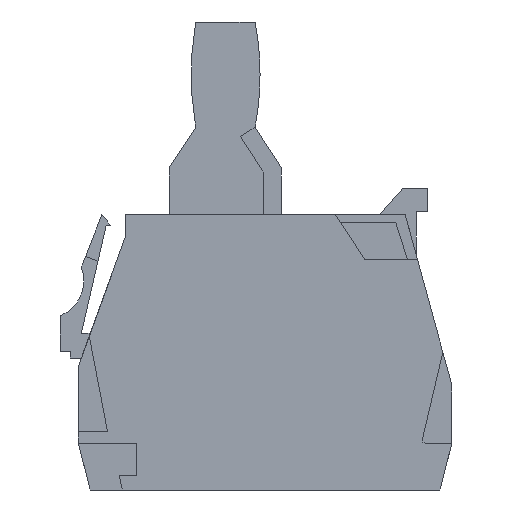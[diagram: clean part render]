
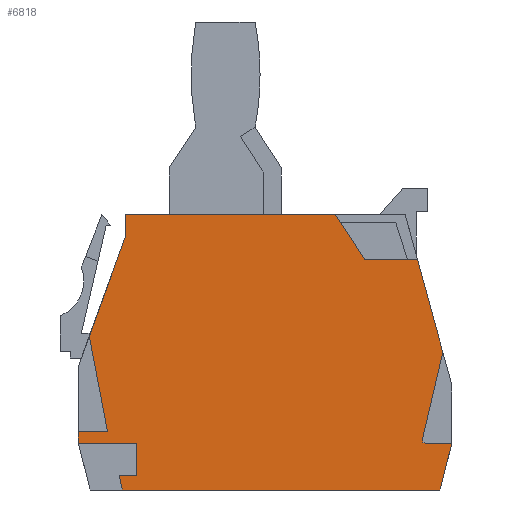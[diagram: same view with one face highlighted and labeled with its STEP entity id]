
A CAD part, left-side view. The second image highlights one B-rep face of the part: STEP entity #6818.
In plain terms, the highlighted planar face has unit normal (-1, 0, 0).
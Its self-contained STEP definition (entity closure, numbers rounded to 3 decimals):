
#6 = EDGE_CURVE ( 'NONE', #7215, #1485, #4508, .T. ) ;
#59 = DIRECTION ( 'NONE',  ( 0., 1., 0. ) ) ;
#102 = ORIENTED_EDGE ( 'NONE', *, *, #2280, .F. ) ;
#110 = VECTOR ( 'NONE', #7325, 1000. ) ;
#129 = EDGE_CURVE ( 'NONE', #8151, #7966, #1251, .T. ) ;
#171 = ORIENTED_EDGE ( 'NONE', *, *, #5840, .T. ) ;
#364 = LINE ( 'NONE', #7483, #7706 ) ;
#383 = VERTEX_POINT ( 'NONE', #1653 ) ;
#460 = LINE ( 'NONE', #6435, #5712 ) ;
#474 = VECTOR ( 'NONE', #5478, 1000. ) ;
#647 = CARTESIAN_POINT ( 'NONE',  ( -4.915, 16., 5. ) ) ;
#685 = VERTEX_POINT ( 'NONE', #5900 ) ;
#835 = CARTESIAN_POINT ( 'NONE',  ( -4.915, -16., 4. ) ) ;
#1241 = VERTEX_POINT ( 'NONE', #7451 ) ;
#1251 = LINE ( 'NONE', #1261, #1549 ) ;
#1261 = CARTESIAN_POINT ( 'NONE',  ( -4.915, -8.557, 19.742 ) ) ;
#1277 = LINE ( 'NONE', #3330, #6026 ) ;
#1390 = CARTESIAN_POINT ( 'NONE',  ( -4.915, 16., 5. ) ) ;
#1485 = VERTEX_POINT ( 'NONE', #3683 ) ;
#1549 = VECTOR ( 'NONE', #1874, 1000. ) ;
#1603 = ORIENTED_EDGE ( 'NONE', *, *, #5954, .F. ) ;
#1639 = ORIENTED_EDGE ( 'NONE', *, *, #129, .F. ) ;
#1653 = CARTESIAN_POINT ( 'NONE',  ( -4.915, -13.519, 4.095 ) ) ;
#1655 = EDGE_CURVE ( 'NONE', #3615, #8174, #3351, .T. ) ;
#1718 = CARTESIAN_POINT ( 'NONE',  ( -4.915, 16., 23.6 ) ) ;
#1740 = VECTOR ( 'NONE', #8193, 1000. ) ;
#1741 = CARTESIAN_POINT ( 'NONE',  ( -4.915, -14.986, 0. ) ) ;
#1742 = CARTESIAN_POINT ( 'NONE',  ( -4.915, -13.519, 4.095 ) ) ;
#1801 = EDGE_CURVE ( 'NONE', #7705, #2846, #5016, .T. ) ;
#1811 = ORIENTED_EDGE ( 'NONE', *, *, #7991, .F. ) ;
#1827 = VERTEX_POINT ( 'NONE', #7928 ) ;
#1874 = DIRECTION ( 'NONE',  ( 0., -0.552, -0.834 ) ) ;
#1975 = EDGE_CURVE ( 'NONE', #1241, #7437, #2063, .T. ) ;
#2063 = LINE ( 'NONE', #6397, #6104 ) ;
#2198 = LINE ( 'NONE', #3682, #474 ) ;
#2216 = CARTESIAN_POINT ( 'NONE',  ( -4.915, -8.557, 19.742 ) ) ;
#2218 = LINE ( 'NONE', #7378, #6757 ) ;
#2259 = CARTESIAN_POINT ( 'NONE',  ( -4.915, -13.715, 4. ) ) ;
#2271 = CARTESIAN_POINT ( 'NONE',  ( -4.915, -12., 23.6 ) ) ;
#2280 = EDGE_CURVE ( 'NONE', #7966, #6293, #7464, .T. ) ;
#2348 = LINE ( 'NONE', #8092, #4981 ) ;
#2410 = ORIENTED_EDGE ( 'NONE', *, *, #4724, .F. ) ;
#2500 = LINE ( 'NONE', #6375, #2712 ) ;
#2553 = VECTOR ( 'NONE', #5205, 1000. ) ;
#2598 = VECTOR ( 'NONE', #3167, 1000. ) ;
#2624 = LINE ( 'NONE', #2271, #110 ) ;
#2658 = VECTOR ( 'NONE', #3219, 1000. ) ;
#2712 = VECTOR ( 'NONE', #7684, 1000. ) ;
#2794 = AXIS2_PLACEMENT_3D ( 'NONE', #1718, #6130, #7963 ) ;
#2846 = VERTEX_POINT ( 'NONE', #7679 ) ;
#2994 = LINE ( 'NONE', #1742, #4926 ) ;
#3002 = VERTEX_POINT ( 'NONE', #4043 ) ;
#3037 = DIRECTION ( 'NONE',  ( 0., 0.219, 0.976 ) ) ;
#3145 = ORIENTED_EDGE ( 'NONE', *, *, #6, .F. ) ;
#3157 = ORIENTED_EDGE ( 'NONE', *, *, #3277, .T. ) ;
#3164 = DIRECTION ( 'NONE',  ( 0., -1., 0. ) ) ;
#3167 = DIRECTION ( 'NONE',  ( 0., 0.187, 0.982 ) ) ;
#3219 = DIRECTION ( 'NONE',  ( 0., -1., 0. ) ) ;
#3275 = ORIENTED_EDGE ( 'NONE', *, *, #3828, .T. ) ;
#3277 = EDGE_CURVE ( 'NONE', #383, #1827, #2994, .T. ) ;
#3330 = CARTESIAN_POINT ( 'NONE',  ( -4.915, 12., 23.6 ) ) ;
#3351 = LINE ( 'NONE', #3917, #7532 ) ;
#3520 = EDGE_CURVE ( 'NONE', #2846, #685, #2500, .T. ) ;
#3615 = VERTEX_POINT ( 'NONE', #835 ) ;
#3682 = CARTESIAN_POINT ( 'NONE',  ( -4.915, -13.715, 4. ) ) ;
#3683 = CARTESIAN_POINT ( 'NONE',  ( -4.915, 13.5, 5. ) ) ;
#3735 = CARTESIAN_POINT ( 'NONE',  ( -4.915, -13.057, 19.742 ) ) ;
#3828 = EDGE_CURVE ( 'NONE', #7331, #383, #2198, .T. ) ;
#3887 = EDGE_CURVE ( 'NONE', #1485, #1241, #5728, .T. ) ;
#3917 = CARTESIAN_POINT ( 'NONE',  ( -4.915, -16., 4. ) ) ;
#3950 = CARTESIAN_POINT ( 'NONE',  ( -4.915, 12.236, 0. ) ) ;
#3961 = ORIENTED_EDGE ( 'NONE', *, *, #7203, .T. ) ;
#4043 = CARTESIAN_POINT ( 'NONE',  ( -4.915, -15.227, 11.82 ) ) ;
#4080 = EDGE_LOOP ( 'NONE', ( #1811, #102, #1639, #1603, #2410, #5224, #7155, #3145, #3961, #5673, #7386, #5198, #5874, #8135, #4365, #7373, #3275, #3157, #171 ) ) ;
#4187 = VERTEX_POINT ( 'NONE', #7603 ) ;
#4365 = ORIENTED_EDGE ( 'NONE', *, *, #1655, .F. ) ;
#4401 = CARTESIAN_POINT ( 'NONE',  ( -4.915, 13.5, 5. ) ) ;
#4508 = LINE ( 'NONE', #647, #5083 ) ;
#4584 = VECTOR ( 'NONE', #5391, 1000. ) ;
#4591 = EDGE_CURVE ( 'NONE', #685, #7633, #460, .T. ) ;
#4599 = LINE ( 'NONE', #6521, #2553 ) ;
#4713 = CARTESIAN_POINT ( 'NONE',  ( -4.915, -16., 4. ) ) ;
#4724 = EDGE_CURVE ( 'NONE', #7437, #4187, #1277, .T. ) ;
#4926 = VECTOR ( 'NONE', #3037, 1000. ) ;
#4981 = VECTOR ( 'NONE', #8115, 1000. ) ;
#5016 = LINE ( 'NONE', #7796, #8211 ) ;
#5083 = VECTOR ( 'NONE', #6931, 1000. ) ;
#5093 = EDGE_CURVE ( 'NONE', #6666, #8174, #364, .T. ) ;
#5198 = ORIENTED_EDGE ( 'NONE', *, *, #1801, .F. ) ;
#5205 = DIRECTION ( 'NONE',  ( 0., 0., -1. ) ) ;
#5224 = ORIENTED_EDGE ( 'NONE', *, *, #1975, .F. ) ;
#5247 = DIRECTION ( 'NONE',  ( 0., -1., 0. ) ) ;
#5377 = LINE ( 'NONE', #5687, #2658 ) ;
#5391 = DIRECTION ( 'NONE',  ( 0., 1., 0. ) ) ;
#5478 = DIRECTION ( 'NONE',  ( 0., 0.9, 0.435 ) ) ;
#5668 = CARTESIAN_POINT ( 'NONE',  ( -4.915, 16., 4. ) ) ;
#5673 = ORIENTED_EDGE ( 'NONE', *, *, #4591, .F. ) ;
#5687 = CARTESIAN_POINT ( 'NONE',  ( -4.915, 16., 23.6 ) ) ;
#5712 = VECTOR ( 'NONE', #59, 1000. ) ;
#5728 = LINE ( 'NONE', #4401, #2598 ) ;
#5840 = EDGE_CURVE ( 'NONE', #1827, #3002, #2348, .T. ) ;
#5874 = ORIENTED_EDGE ( 'NONE', *, *, #8142, .F. ) ;
#5900 = CARTESIAN_POINT ( 'NONE',  ( -4.915, 11., 4. ) ) ;
#5926 = DIRECTION ( 'NONE',  ( 0., 0., 1. ) ) ;
#5954 = EDGE_CURVE ( 'NONE', #4187, #8151, #5377, .T. ) ;
#6004 = CARTESIAN_POINT ( 'NONE',  ( -4.915, 12., 21.6 ) ) ;
#6009 = CARTESIAN_POINT ( 'NONE',  ( -4.915, -13.057, 19.742 ) ) ;
#6026 = VECTOR ( 'NONE', #5926, 1000. ) ;
#6087 = PLANE ( 'NONE',  #2794 ) ;
#6104 = VECTOR ( 'NONE', #8217, 1000. ) ;
#6130 = DIRECTION ( 'NONE',  ( 1., 0., 0. ) ) ;
#6293 = VERTEX_POINT ( 'NONE', #6009 ) ;
#6375 = CARTESIAN_POINT ( 'NONE',  ( -4.915, 11., 4. ) ) ;
#6378 = LINE ( 'NONE', #4713, #4584 ) ;
#6397 = CARTESIAN_POINT ( 'NONE',  ( -4.915, 16., 10.6 ) ) ;
#6407 = CARTESIAN_POINT ( 'NONE',  ( -4.915, 12.5, 1.2 ) ) ;
#6435 = CARTESIAN_POINT ( 'NONE',  ( -4.915, 16., 4. ) ) ;
#6462 = FACE_OUTER_BOUND ( 'NONE', #4080, .T. ) ;
#6521 = CARTESIAN_POINT ( 'NONE',  ( -4.915, 16., 23.6 ) ) ;
#6666 = VERTEX_POINT ( 'NONE', #3950 ) ;
#6757 = VECTOR ( 'NONE', #6832, 1000. ) ;
#6807 = CARTESIAN_POINT ( 'NONE',  ( -4.915, -6., 23.6 ) ) ;
#6818 = ADVANCED_FACE ( 'NONE', ( #6462 ), #6087, .F. ) ;
#6832 = DIRECTION ( 'NONE',  ( 0., 0.215, 0.977 ) ) ;
#6931 = DIRECTION ( 'NONE',  ( 0., -1., 0. ) ) ;
#7155 = ORIENTED_EDGE ( 'NONE', *, *, #3887, .F. ) ;
#7203 = EDGE_CURVE ( 'NONE', #7215, #7633, #4599, .T. ) ;
#7215 = VERTEX_POINT ( 'NONE', #1390 ) ;
#7325 = DIRECTION ( 'NONE',  ( 0., -0.264, -0.964 ) ) ;
#7331 = VERTEX_POINT ( 'NONE', #2259 ) ;
#7373 = ORIENTED_EDGE ( 'NONE', *, *, #7395, .T. ) ;
#7378 = CARTESIAN_POINT ( 'NONE',  ( -4.915, 12.5, 1.2 ) ) ;
#7386 = ORIENTED_EDGE ( 'NONE', *, *, #3520, .F. ) ;
#7395 = EDGE_CURVE ( 'NONE', #3615, #7331, #6378, .T. ) ;
#7437 = VERTEX_POINT ( 'NONE', #6004 ) ;
#7451 = CARTESIAN_POINT ( 'NONE',  ( -4.915, 15.061, 13.182 ) ) ;
#7464 = LINE ( 'NONE', #3735, #1740 ) ;
#7483 = CARTESIAN_POINT ( 'NONE',  ( -4.915, 16., 0. ) ) ;
#7532 = VECTOR ( 'NONE', #7825, 1000. ) ;
#7603 = CARTESIAN_POINT ( 'NONE',  ( -4.915, 12., 23.6 ) ) ;
#7633 = VERTEX_POINT ( 'NONE', #5668 ) ;
#7679 = CARTESIAN_POINT ( 'NONE',  ( -4.915, 11., 1.2 ) ) ;
#7684 = DIRECTION ( 'NONE',  ( 0., 0., 1. ) ) ;
#7705 = VERTEX_POINT ( 'NONE', #6407 ) ;
#7706 = VECTOR ( 'NONE', #3164, 1000. ) ;
#7796 = CARTESIAN_POINT ( 'NONE',  ( -4.915, 11., 1.2 ) ) ;
#7825 = DIRECTION ( 'NONE',  ( 0., 0.246, -0.969 ) ) ;
#7928 = CARTESIAN_POINT ( 'NONE',  ( -4.915, -13.472, 4.307 ) ) ;
#7963 = DIRECTION ( 'NONE',  ( 0., 1., 0. ) ) ;
#7966 = VERTEX_POINT ( 'NONE', #2216 ) ;
#7991 = EDGE_CURVE ( 'NONE', #6293, #3002, #2624, .T. ) ;
#8092 = CARTESIAN_POINT ( 'NONE',  ( -4.915, -13.472, 4.307 ) ) ;
#8115 = DIRECTION ( 'NONE',  ( 0., -0.228, 0.974 ) ) ;
#8135 = ORIENTED_EDGE ( 'NONE', *, *, #5093, .T. ) ;
#8142 = EDGE_CURVE ( 'NONE', #6666, #7705, #2218, .T. ) ;
#8151 = VERTEX_POINT ( 'NONE', #6807 ) ;
#8174 = VERTEX_POINT ( 'NONE', #1741 ) ;
#8193 = DIRECTION ( 'NONE',  ( 0., -1., 0. ) ) ;
#8211 = VECTOR ( 'NONE', #5247, 1000. ) ;
#8217 = DIRECTION ( 'NONE',  ( 0., -0.342, 0.94 ) ) ;
